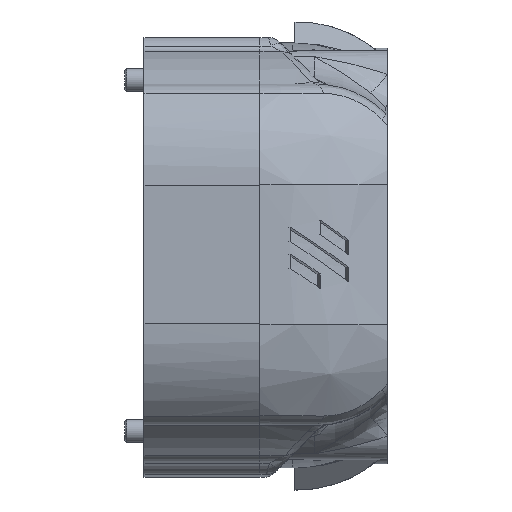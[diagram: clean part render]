
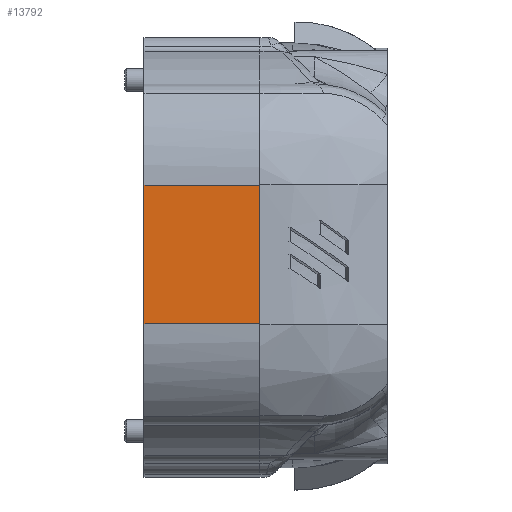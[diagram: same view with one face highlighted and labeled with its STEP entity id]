
A CAD part, top view. The second image highlights one B-rep face of the part: STEP entity #13792.
In plain terms, the highlighted planar face has unit normal (0, 0, 1).
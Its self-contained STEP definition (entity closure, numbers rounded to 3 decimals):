
#1027=PLANE('',#15347);
#1659=FACE_OUTER_BOUND('',#2515,.T.);
#2515=EDGE_LOOP('',(#11382,#11383,#11384,#11385));
#4100=LINE('',#26116,#4866);
#4171=LINE('',#26442,#4937);
#4183=LINE('',#26578,#4949);
#4184=LINE('',#26580,#4950);
#4866=VECTOR('',#18263,10.);
#4937=VECTOR('',#18530,10.);
#4949=VECTOR('',#18600,10.);
#4950=VECTOR('',#18603,10.);
#6056=VERTEX_POINT('',#26113);
#6057=VERTEX_POINT('',#26115);
#6149=VERTEX_POINT('',#26439);
#6150=VERTEX_POINT('',#26441);
#7817=EDGE_CURVE('',#6057,#6056,#4100,.T.);
#7953=EDGE_CURVE('',#6149,#6150,#4171,.T.);
#7987=EDGE_CURVE('',#6057,#6149,#4183,.T.);
#7988=EDGE_CURVE('',#6056,#6150,#4184,.T.);
#11382=ORIENTED_EDGE('',*,*,#7988,.T.);
#11383=ORIENTED_EDGE('',*,*,#7953,.F.);
#11384=ORIENTED_EDGE('',*,*,#7987,.F.);
#11385=ORIENTED_EDGE('',*,*,#7817,.T.);
#13792=ADVANCED_FACE('',(#1659),#1027,.T.);
#15347=AXIS2_PLACEMENT_3D('',#26579,#18601,#18602);
#18263=DIRECTION('',(0.,-1.,0.));
#18530=DIRECTION('',(0.,-1.,0.));
#18600=DIRECTION('',(1.,0.,0.));
#18601=DIRECTION('center_axis',(0.,0.,1.));
#18602=DIRECTION('ref_axis',(0.,1.,0.));
#18603=DIRECTION('',(1.,0.,0.));
#26113=CARTESIAN_POINT('',(8.2,-8.958,118.754));
#26115=CARTESIAN_POINT('',(8.2,8.959,118.754));
#26116=CARTESIAN_POINT('',(8.2,8.959,118.754));
#26439=CARTESIAN_POINT('',(23.2,8.959,118.754));
#26441=CARTESIAN_POINT('',(23.2,-8.958,118.754));
#26442=CARTESIAN_POINT('',(23.2,-4.479,118.754));
#26578=CARTESIAN_POINT('',(39.7,8.959,118.754));
#26579=CARTESIAN_POINT('Origin',(39.7,-8.958,118.754));
#26580=CARTESIAN_POINT('',(8.2,-8.958,118.754));
